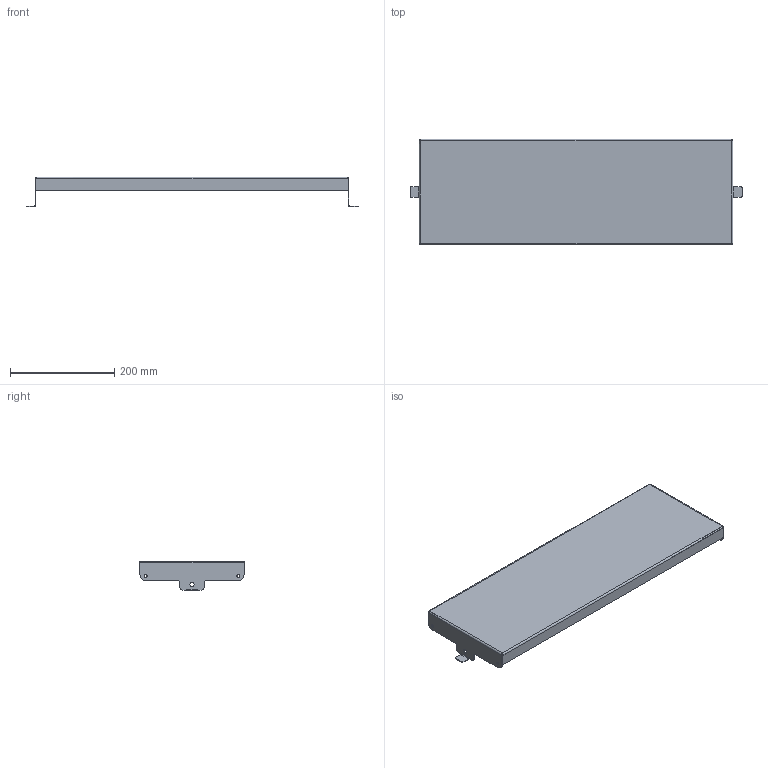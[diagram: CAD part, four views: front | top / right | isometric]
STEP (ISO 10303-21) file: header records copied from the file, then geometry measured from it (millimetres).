
FILE_DESCRIPTION (( 'STEP AP203' ), '1' );
FILE_NAME ('SCE-8STS.step', '2021-01-08T15:48:10', ( 'ADC123' ), ( 'Microsoft' ), 'SwSTEP 2.0', 'SolidWorks 2019', '' );
FILE_SCHEMA (( 'CONFIG_CONTROL_DESIGN' ));
Length unit declared in the file: inch
Products named in the file (1): SCE-8STS
Bounding box: 638.3 x 203.2 x 57.15 mm (x, y, z)
Volume: 253497 mm3; surface area: 335849.8 mm2
Topology: 1 solids, 1 shells, 100 faces, 254 edges, 156 vertices
Faces by surface type: plane 42, cylinder 38, bspline 20
Full cylindrical faces by diameter (mm): 5.537 x4, 7.938 x2
Entity records: 4021 total; most frequent: CARTESIAN_POINT 1613, ORIENTED_EDGE 496, DIRECTION 442, EDGE_CURVE 248, LINE 156, VECTOR 156, VERTEX_POINT 156, AXIS2_PLACEMENT_3D 143
